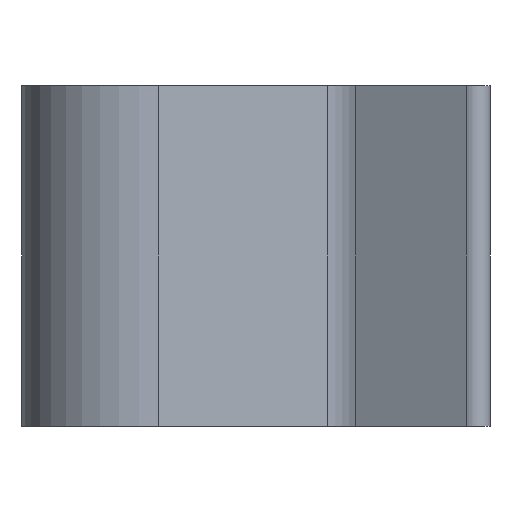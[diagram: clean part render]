
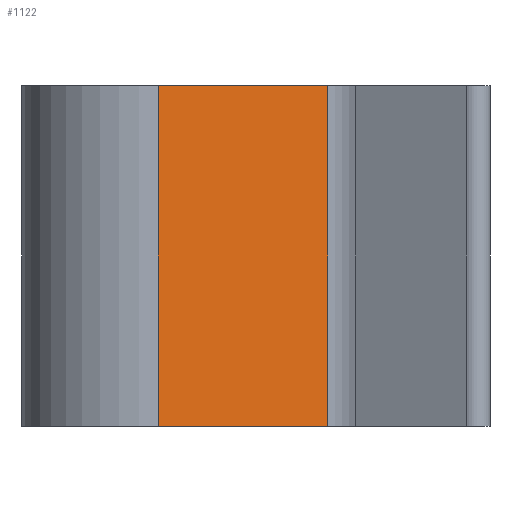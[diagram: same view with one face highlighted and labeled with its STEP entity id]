
A CAD part, left-side view. The second image highlights one B-rep face of the part: STEP entity #1122.
In plain terms, the highlighted planar face has unit normal (-0.985, -0.174, 0).
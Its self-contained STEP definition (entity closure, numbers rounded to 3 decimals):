
#41=PLANE('',#1244);
#137=LINE('',#1886,#243);
#138=LINE('',#1888,#244);
#139=LINE('',#1890,#245);
#140=LINE('',#1892,#246);
#243=VECTOR('',#1537,1000.);
#244=VECTOR('',#1540,1000.);
#245=VECTOR('',#1541,1000.);
#246=VECTOR('',#1542,1000.);
#530=ORIENTED_EDGE('',*,*,#806,.F.);
#531=ORIENTED_EDGE('',*,*,#805,.F.);
#532=ORIENTED_EDGE('',*,*,#807,.T.);
#533=ORIENTED_EDGE('',*,*,#808,.T.);
#805=EDGE_CURVE('',#924,#923,#137,.T.);
#806=EDGE_CURVE('',#923,#925,#138,.T.);
#807=EDGE_CURVE('',#924,#926,#139,.T.);
#808=EDGE_CURVE('',#926,#925,#140,.T.);
#923=VERTEX_POINT('',#1883);
#924=VERTEX_POINT('',#1885);
#925=VERTEX_POINT('',#1889);
#926=VERTEX_POINT('',#1891);
#990=EDGE_LOOP('',(#530,#531,#532,#533));
#1055=FACE_BOUND('',#990,.T.);
#1122=ADVANCED_FACE('',(#1055),#41,.T.);
#1244=AXIS2_PLACEMENT_3D('',#1887,#1538,#1539);
#1537=DIRECTION('',(0.,0.,1.));
#1538=DIRECTION('',(-0.985,-0.174,0.));
#1539=DIRECTION('',(0.174,-0.985,0.));
#1540=DIRECTION('',(0.174,-0.985,0.));
#1541=DIRECTION('',(0.174,-0.985,0.));
#1542=DIRECTION('',(0.,0.,1.));
#1883=CARTESIAN_POINT('',(-10.931,-1.927,0.));
#1885=CARTESIAN_POINT('',(-10.931,-1.927,-32.5));
#1886=CARTESIAN_POINT('',(-10.931,-1.927,-32.5));
#1887=CARTESIAN_POINT('',(-10.931,-1.927,-32.5));
#1888=CARTESIAN_POINT('',(-10.931,-1.927,0.));
#1889=CARTESIAN_POINT('',(-8.077,-18.117,0.));
#1890=CARTESIAN_POINT('',(-10.931,-1.927,-32.5));
#1891=CARTESIAN_POINT('',(-8.077,-18.117,-32.5));
#1892=CARTESIAN_POINT('',(-8.077,-18.117,-32.5));
